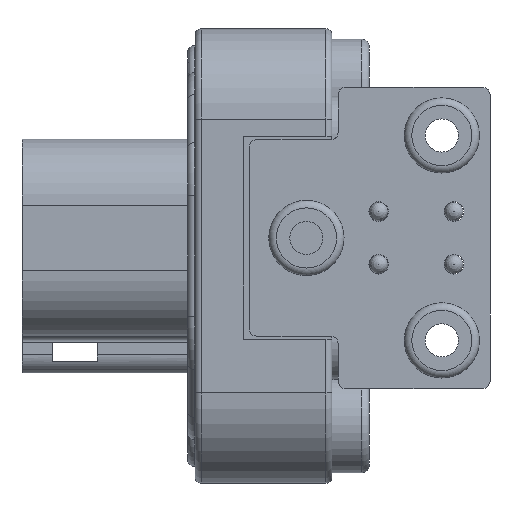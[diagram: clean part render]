
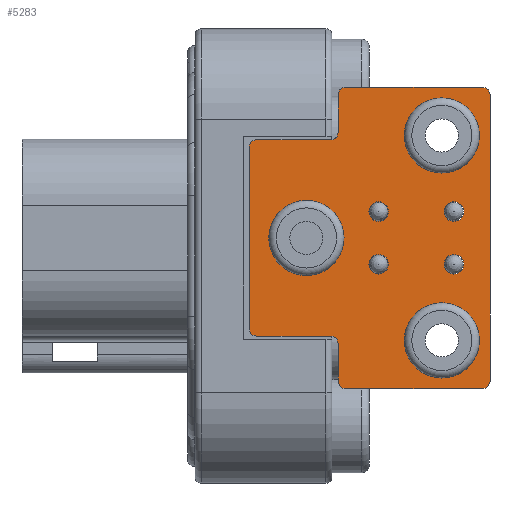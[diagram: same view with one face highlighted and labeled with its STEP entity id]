
A CAD part, front view. The second image highlights one B-rep face of the part: STEP entity #5283.
In plain terms, the highlighted planar face has unit normal (0, -1, 0).
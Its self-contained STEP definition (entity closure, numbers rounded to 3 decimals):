
#3945 = EDGE_CURVE('',#3946,#3948,#3950,.T.);
#3946 = VERTEX_POINT('',#3947);
#3947 = CARTESIAN_POINT('',(-3.429,2.032,-8.915));
#3948 = VERTEX_POINT('',#3949);
#3949 = CARTESIAN_POINT('',(-4.064,2.032,-8.28));
#3950 = CIRCLE('',#3951,0.635);
#3951 = AXIS2_PLACEMENT_3D('',#3952,#3953,#3954);
#3952 = CARTESIAN_POINT('',(-4.064,2.032,-8.915));
#3953 = DIRECTION('',(0.,-1.,0.));
#3954 = DIRECTION('',(1.,0.,0.));
#3978 = EDGE_CURVE('',#3979,#3948,#3981,.T.);
#3979 = VERTEX_POINT('',#3980);
#3980 = CARTESIAN_POINT('',(-10.287,2.032,-8.28));
#3981 = LINE('',#3982,#3983);
#3982 = CARTESIAN_POINT('',(-10.287,2.032,-8.28));
#3983 = VECTOR('',#3984,1.);
#3984 = DIRECTION('',(1.,0.,0.));
#4002 = EDGE_CURVE('',#4003,#3979,#4005,.T.);
#4003 = VERTEX_POINT('',#4004);
#4004 = CARTESIAN_POINT('',(-10.922,2.032,-7.645));
#4005 = CIRCLE('',#4006,0.635);
#4006 = AXIS2_PLACEMENT_3D('',#4007,#4008,#4009);
#4007 = CARTESIAN_POINT('',(-10.287,2.032,-7.645));
#4008 = DIRECTION('',(0.,-1.,0.));
#4009 = DIRECTION('',(1.,0.,0.));
#4027 = EDGE_CURVE('',#4003,#4028,#4030,.T.);
#4028 = VERTEX_POINT('',#4029);
#4029 = CARTESIAN_POINT('',(-10.922,2.032,7.645));
#4030 = LINE('',#4031,#4032);
#4031 = CARTESIAN_POINT('',(-10.922,2.032,0.));
#4032 = VECTOR('',#4033,1.);
#4033 = DIRECTION('',(0.,0.,1.));
#4051 = EDGE_CURVE('',#4052,#4028,#4054,.T.);
#4052 = VERTEX_POINT('',#4053);
#4053 = CARTESIAN_POINT('',(-10.287,2.032,8.28));
#4054 = CIRCLE('',#4055,0.635);
#4055 = AXIS2_PLACEMENT_3D('',#4056,#4057,#4058);
#4056 = CARTESIAN_POINT('',(-10.287,2.032,7.645));
#4057 = DIRECTION('',(0.,-1.,0.));
#4058 = DIRECTION('',(1.,0.,0.));
#4076 = EDGE_CURVE('',#4052,#4077,#4079,.T.);
#4077 = VERTEX_POINT('',#4078);
#4078 = CARTESIAN_POINT('',(-4.064,2.032,8.28));
#4079 = LINE('',#4080,#4081);
#4080 = CARTESIAN_POINT('',(-10.287,2.032,8.28));
#4081 = VECTOR('',#4082,1.);
#4082 = DIRECTION('',(1.,0.,0.));
#4100 = EDGE_CURVE('',#4077,#4101,#4103,.T.);
#4101 = VERTEX_POINT('',#4102);
#4102 = CARTESIAN_POINT('',(-3.429,2.032,8.915));
#4103 = CIRCLE('',#4104,0.635);
#4104 = AXIS2_PLACEMENT_3D('',#4105,#4106,#4107);
#4105 = CARTESIAN_POINT('',(-4.064,2.032,8.915));
#4106 = DIRECTION('',(0.,-1.,0.));
#4107 = DIRECTION('',(1.,0.,0.));
#4151 = EDGE_CURVE('',#4101,#4152,#4154,.T.);
#4152 = VERTEX_POINT('',#4153);
#4153 = CARTESIAN_POINT('',(-3.429,2.032,12.078));
#4154 = LINE('',#4155,#4156);
#4155 = CARTESIAN_POINT('',(-3.429,2.032,8.915));
#4156 = VECTOR('',#4157,1.);
#4157 = DIRECTION('',(0.,0.,1.));
#4175 = EDGE_CURVE('',#3946,#4176,#4178,.T.);
#4176 = VERTEX_POINT('',#4177);
#4177 = CARTESIAN_POINT('',(-3.429,2.032,-12.078));
#4178 = LINE('',#4179,#4180);
#4179 = CARTESIAN_POINT('',(-3.429,2.032,-8.915));
#4180 = VECTOR('',#4181,1.);
#4181 = DIRECTION('',(0.,0.,-1.));
#4199 = EDGE_CURVE('',#4200,#4152,#4202,.T.);
#4200 = VERTEX_POINT('',#4201);
#4201 = CARTESIAN_POINT('',(-2.794,2.032,12.713));
#4202 = CIRCLE('',#4203,0.635);
#4203 = AXIS2_PLACEMENT_3D('',#4204,#4205,#4206);
#4204 = CARTESIAN_POINT('',(-2.794,2.032,12.078));
#4205 = DIRECTION('',(0.,-1.,0.));
#4206 = DIRECTION('',(1.,0.,0.));
#4224 = EDGE_CURVE('',#4176,#4225,#4227,.T.);
#4225 = VERTEX_POINT('',#4226);
#4226 = CARTESIAN_POINT('',(-2.794,2.032,-12.713));
#4227 = CIRCLE('',#4228,0.635);
#4228 = AXIS2_PLACEMENT_3D('',#4229,#4230,#4231);
#4229 = CARTESIAN_POINT('',(-2.794,2.032,-12.078));
#4230 = DIRECTION('',(0.,-1.,0.));
#4231 = DIRECTION('',(1.,0.,0.));
#4249 = EDGE_CURVE('',#4200,#4250,#4252,.T.);
#4250 = VERTEX_POINT('',#4251);
#4251 = CARTESIAN_POINT('',(8.763,2.032,12.713));
#4252 = LINE('',#4253,#4254);
#4253 = CARTESIAN_POINT('',(-2.794,2.032,12.713));
#4254 = VECTOR('',#4255,1.);
#4255 = DIRECTION('',(1.,0.,0.));
#4273 = EDGE_CURVE('',#4225,#4274,#4276,.T.);
#4274 = VERTEX_POINT('',#4275);
#4275 = CARTESIAN_POINT('',(8.763,2.032,-12.713));
#4276 = LINE('',#4277,#4278);
#4277 = CARTESIAN_POINT('',(-2.794,2.032,-12.713));
#4278 = VECTOR('',#4279,1.);
#4279 = DIRECTION('',(1.,0.,0.));
#4297 = EDGE_CURVE('',#4298,#4250,#4300,.T.);
#4298 = VERTEX_POINT('',#4299);
#4299 = CARTESIAN_POINT('',(9.398,2.032,12.078));
#4300 = CIRCLE('',#4301,0.635);
#4301 = AXIS2_PLACEMENT_3D('',#4302,#4303,#4304);
#4302 = CARTESIAN_POINT('',(8.763,2.032,12.078));
#4303 = DIRECTION('',(0.,-1.,0.));
#4304 = DIRECTION('',(1.,0.,0.));
#4322 = EDGE_CURVE('',#4274,#4323,#4325,.T.);
#4323 = VERTEX_POINT('',#4324);
#4324 = CARTESIAN_POINT('',(9.398,2.032,-12.078));
#4325 = CIRCLE('',#4326,0.635);
#4326 = AXIS2_PLACEMENT_3D('',#4327,#4328,#4329);
#4327 = CARTESIAN_POINT('',(8.763,2.032,-12.078));
#4328 = DIRECTION('',(0.,-1.,0.));
#4329 = DIRECTION('',(1.,0.,0.));
#4347 = EDGE_CURVE('',#4323,#4298,#4348,.T.);
#4348 = LINE('',#4349,#4350);
#4349 = CARTESIAN_POINT('',(9.398,2.032,-12.078));
#4350 = VECTOR('',#4351,1.);
#4351 = DIRECTION('',(0.,0.,1.));
#4365 = VERTEX_POINT('',#4366);
#4366 = CARTESIAN_POINT('',(0.826,2.032,-2.223));
#4372 = EDGE_CURVE('',#4365,#4365,#4373,.T.);
#4373 = CIRCLE('',#4374,0.826);
#4374 = AXIS2_PLACEMENT_3D('',#4375,#4376,#4377);
#4375 = CARTESIAN_POINT('',(0.,2.032,-2.223));
#4376 = DIRECTION('',(0.,-1.,0.));
#4377 = DIRECTION('',(1.,0.,0.));
#4390 = VERTEX_POINT('',#4391);
#4391 = CARTESIAN_POINT('',(0.826,2.032,2.223));
#4397 = EDGE_CURVE('',#4390,#4390,#4398,.T.);
#4398 = CIRCLE('',#4399,0.826);
#4399 = AXIS2_PLACEMENT_3D('',#4400,#4401,#4402);
#4400 = CARTESIAN_POINT('',(0.,2.032,2.223));
#4401 = DIRECTION('',(0.,-1.,0.));
#4402 = DIRECTION('',(1.,0.,0.));
#4440 = VERTEX_POINT('',#4441);
#4441 = CARTESIAN_POINT('',(7.176,2.032,-2.223));
#4447 = EDGE_CURVE('',#4440,#4440,#4448,.T.);
#4448 = CIRCLE('',#4449,0.826);
#4449 = AXIS2_PLACEMENT_3D('',#4450,#4451,#4452);
#4450 = CARTESIAN_POINT('',(6.35,2.032,-2.223));
#4451 = DIRECTION('',(0.,-1.,0.));
#4452 = DIRECTION('',(1.,0.,0.));
#4465 = VERTEX_POINT('',#4466);
#4466 = CARTESIAN_POINT('',(7.176,2.032,2.223));
#4472 = EDGE_CURVE('',#4465,#4465,#4473,.T.);
#4473 = CIRCLE('',#4474,0.826);
#4474 = AXIS2_PLACEMENT_3D('',#4475,#4476,#4477);
#4475 = CARTESIAN_POINT('',(6.35,2.032,2.223));
#4476 = DIRECTION('',(0.,-1.,0.));
#4477 = DIRECTION('',(1.,0.,0.));
#5283 = ADVANCED_FACE('',(#5284,#5302,#5313,#5316,#5327,#5330,#5333,
    #5336),#5347,.F.);
#5284 = FACE_BOUND('',#5285,.F.);
#5285 = EDGE_LOOP('',(#5286,#5287,#5288,#5289,#5290,#5291,#5292,#5293,
    #5294,#5295,#5296,#5297,#5298,#5299,#5300,#5301));
#5286 = ORIENTED_EDGE('',*,*,#4027,.T.);
#5287 = ORIENTED_EDGE('',*,*,#4051,.F.);
#5288 = ORIENTED_EDGE('',*,*,#4076,.T.);
#5289 = ORIENTED_EDGE('',*,*,#4100,.T.);
#5290 = ORIENTED_EDGE('',*,*,#4151,.T.);
#5291 = ORIENTED_EDGE('',*,*,#4199,.F.);
#5292 = ORIENTED_EDGE('',*,*,#4249,.T.);
#5293 = ORIENTED_EDGE('',*,*,#4297,.F.);
#5294 = ORIENTED_EDGE('',*,*,#4347,.F.);
#5295 = ORIENTED_EDGE('',*,*,#4322,.F.);
#5296 = ORIENTED_EDGE('',*,*,#4273,.F.);
#5297 = ORIENTED_EDGE('',*,*,#4224,.F.);
#5298 = ORIENTED_EDGE('',*,*,#4175,.F.);
#5299 = ORIENTED_EDGE('',*,*,#3945,.T.);
#5300 = ORIENTED_EDGE('',*,*,#3978,.F.);
#5301 = ORIENTED_EDGE('',*,*,#4002,.F.);
#5302 = FACE_BOUND('',#5303,.F.);
#5303 = EDGE_LOOP('',(#5304));
#5304 = ORIENTED_EDGE('',*,*,#5305,.T.);
#5305 = EDGE_CURVE('',#5306,#5306,#5308,.T.);
#5306 = VERTEX_POINT('',#5307);
#5307 = CARTESIAN_POINT('',(-2.921,2.032,0.));
#5308 = CIRCLE('',#5309,3.175);
#5309 = AXIS2_PLACEMENT_3D('',#5310,#5311,#5312);
#5310 = CARTESIAN_POINT('',(-6.096,2.032,0.));
#5311 = DIRECTION('',(0.,-1.,0.));
#5312 = DIRECTION('',(1.,0.,0.));
#5313 = FACE_BOUND('',#5314,.F.);
#5314 = EDGE_LOOP('',(#5315));
#5315 = ORIENTED_EDGE('',*,*,#4372,.T.);
#5316 = FACE_BOUND('',#5317,.F.);
#5317 = EDGE_LOOP('',(#5318));
#5318 = ORIENTED_EDGE('',*,*,#5319,.T.);
#5319 = EDGE_CURVE('',#5320,#5320,#5322,.T.);
#5320 = VERTEX_POINT('',#5321);
#5321 = CARTESIAN_POINT('',(8.509,2.032,-8.649));
#5322 = CIRCLE('',#5323,3.175);
#5323 = AXIS2_PLACEMENT_3D('',#5324,#5325,#5326);
#5324 = CARTESIAN_POINT('',(5.334,2.032,-8.649));
#5325 = DIRECTION('',(0.,-1.,0.));
#5326 = DIRECTION('',(1.,0.,0.));
#5327 = FACE_BOUND('',#5328,.F.);
#5328 = EDGE_LOOP('',(#5329));
#5329 = ORIENTED_EDGE('',*,*,#4447,.T.);
#5330 = FACE_BOUND('',#5331,.F.);
#5331 = EDGE_LOOP('',(#5332));
#5332 = ORIENTED_EDGE('',*,*,#4397,.T.);
#5333 = FACE_BOUND('',#5334,.F.);
#5334 = EDGE_LOOP('',(#5335));
#5335 = ORIENTED_EDGE('',*,*,#4472,.T.);
#5336 = FACE_BOUND('',#5337,.F.);
#5337 = EDGE_LOOP('',(#5338));
#5338 = ORIENTED_EDGE('',*,*,#5339,.T.);
#5339 = EDGE_CURVE('',#5340,#5340,#5342,.T.);
#5340 = VERTEX_POINT('',#5341);
#5341 = CARTESIAN_POINT('',(8.509,2.032,8.649));
#5342 = CIRCLE('',#5343,3.175);
#5343 = AXIS2_PLACEMENT_3D('',#5344,#5345,#5346);
#5344 = CARTESIAN_POINT('',(5.334,2.032,8.649));
#5345 = DIRECTION('',(0.,-1.,0.));
#5346 = DIRECTION('',(1.,0.,0.));
#5347 = PLANE('',#5348);
#5348 = AXIS2_PLACEMENT_3D('',#5349,#5350,#5351);
#5349 = CARTESIAN_POINT('',(0.016,2.032,0.)
  );
#5350 = DIRECTION('',(0.,1.,0.));
#5351 = DIRECTION('',(0.,0.,1.));
